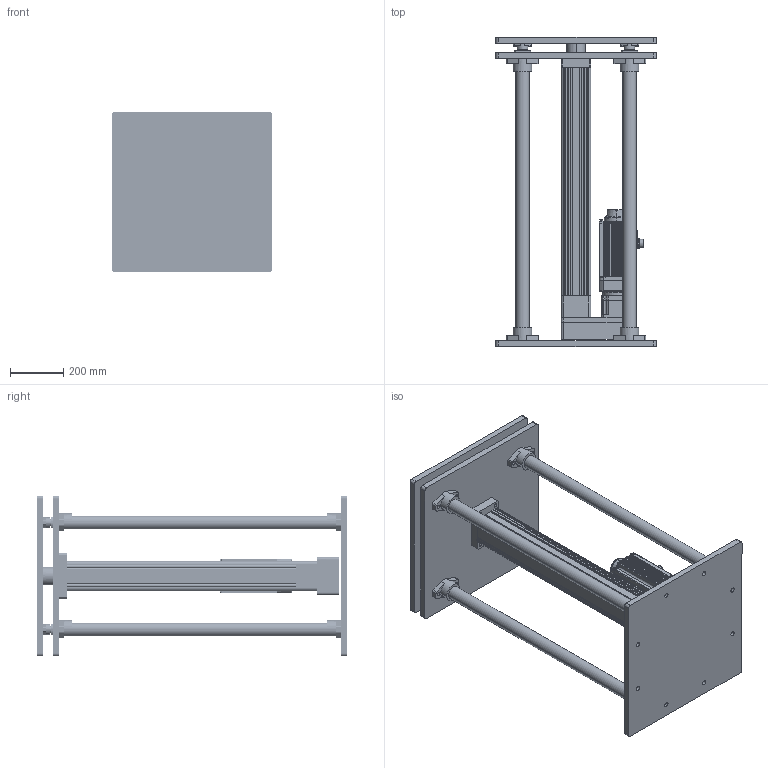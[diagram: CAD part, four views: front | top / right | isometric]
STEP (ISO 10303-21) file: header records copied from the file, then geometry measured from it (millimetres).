
FILE_DESCRIPTION (( 'STEP AP203' ), '1' );
FILE_NAME ('RLASJ110-10QF-30KN-R700-83.3mm-s.STEP', '2025-01-04T09:18:07', ( '微软用户' ), ( '微软中国' ), 'SwSTEP 2.0', 'SolidWorks 2022', '' );
FILE_SCHEMA (( 'CONFIG_CONTROL_DESIGN' ));
Length unit declared in the file: millimetre
Products named in the file (42): 复件 3KW3000^RLASJ110-10QF-30KN-R700-83.3mm-s; 复件 PGH115-L1-24-110-145-M8-A32^RLASJ110-10QF-30KN-R700-83.3mm-s; 复件 22061337_ASM_30_ASM^复件 01112721_ASM_8_ASM_复件 3KW3000_RLASJ110-10QF-30KN-R700-83.3mm-s; 复件 01112721_ASM_8_ASM^复件 3KW3000_RLASJ110-10QF-30KN-R700-83.3mm-s; 复件 22061337-1_30^复件 22061337_ASM_30_ASM_复件 01112721_ASM_8_ASM_复件 3KW3000_RLASJ110-10QF-30KN-R700-83.3mm-s; 110缸行程700折叠前法兰安装; 复件 31100089_31^复件 01112721_ASM_8_ASM_复件 3KW3000_RLASJ110-10QF-30KN-R700-83.3mm-s; 复件 00_ASM_1_AF0_ASM_31_ASM^复件 31090149_ASM_5_ASM_复件 01112721_ASM_8_ASM_复件 3KW3000_RLASJ110-10QF-30KN-R700-83.3mm-s; 复件 22061335_30^复件 01112721_ASM_8_ASM_复件 3KW3000_RLASJ110-10QF-30KN-R700-83.3mm-s; 复件 240105-FG-95缸200行程升降台顶板^RLASJ110-10QF-30KN-R700-83.3mm-s; 复件 240105-FG-95缸200行程升降台外导柱50^RLASJ110-10QF-30KN-R700-83.3mm-s; 复件 240105-FG-95缸200行程升降台中板^RLASJ110-10QF-30KN-R700-83.3mm-s; RLASJ110-10QF-30KN-R700-83.3mm-s; 复件 31090635_8^复件 31010550_ASM_8_ASM_复件 01112721_ASM_8_ASM_复件 3KW3000_RLASJ110-10QF-30KN-R700-83.3mm-s; 复件 31100148_49^复件 31010550_ASM_8_ASM_复件 01112721_ASM_8_ASM_复件 3KW3000_RLASJ110-10QF-30KN-R700-83.3mm-s; 复件 M320001_1_AF0_31^复件 00_ASM_1_AF0_ASM_31_ASM_复件 31090149_ASM_5_ASM_复件 01112721_ASM_8_ASM_复件 3KW3000_RLASJ110-10QF-30KN-R700-83.3mm-s; 复件 31090121_38^复件 31040440_ASM_8_ASM_复件 01112721_ASM_8_ASM_复件 3KW3000_RLASJ110-10QF-30KN-R700-83.3mm-s; 复件 15050948_51_ASM^复件 31010550_ASM_8_ASM_复件 01112721_ASM_8_ASM_复件 3KW3000_RLASJ110-10QF-30KN-R700-83.3mm-s; 复件 31100134_49^复件 31010550_ASM_8_ASM_复件 01112721_ASM_8_ASM_复件 3KW3000_RLASJ110-10QF-30KN-R700-83.3mm-s; 复件 22060808_6^复件 01112721_ASM_8_ASM_复件 3KW3000_RLASJ110-10QF-30KN-R700-83.3mm-s; 复件 22010922^复件 3KW3000_RLASJ110-10QF-30KN-R700-83.3mm-s; 复件 22050017_30^复件 01112721_ASM_8_ASM_复件 3KW3000_RLASJ110-10QF-30KN-R700-83.3mm-s; 复件 240105-FG-95缸200行程升降平台固定轴承座25^RLASJ110-10QF-30KN-R700-83.3mm-s; 复件 31090149_ASM_5_ASM^复件 01112721_ASM_8_ASM_复件 3KW3000_RLASJ110-10QF-30KN-R700-83.3mm-s; 复件 31100061_6^复件 01112721_ASM_8_ASM_复件 3KW3000_RLASJ110-10QF-30KN-R700-83.3mm-s; 复件 240105-FG-95缸200行程升降台底板^RLASJ110-10QF-30KN-R700-83.3mm-s; 复件 31100288_30^复件 01112721_ASM_8_ASM_复件 3KW3000_RLASJ110-10QF-30KN-R700-83.3mm-s; 复件 M310001_1_AF0_31^复件 00_ASM_1_AF0_ASM_31_ASM_复件 31090149_ASM_5_ASM_复件 01112721_ASM_8_ASM_复件 3KW3000_RLASJ110-10QF-30KN-R700-83.3mm-s; 复件 31010550_ASM_8_ASM^复件 01112721_ASM_8_ASM_复件 3KW3000_RLASJ110-10QF-30KN-R700-83.3mm-s; 复件 31090149_ASM_5_ASM^复件 31090149_ASM_5_ASM_复件 01112721_ASM_8_ASM_复件 3KW3000_RLASJ110-10QF-30KN-R700-83.3mm-s; 复件 240105-FG-95缸200行程升降台直线轴承^RLASJ110-10QF-30KN-R700-83.3mm-s; 复件 22061337-2_30^复件 22061337_ASM_30_ASM_复件 01112721_ASM_8_ASM_复件 3KW3000_RLASJ110-10QF-30KN-R700-83.3mm-s; 复件 240105-FG-95缸200行程升降平台固定轴承座50^RLASJ110-10QF-30KN-R700-83.3mm-s; 复件 31040440_ASM_8_ASM^复件 01112721_ASM_8_ASM_复件 3KW3000_RLASJ110-10QF-30KN-R700-83.3mm-s; 复件 31070610_8^复件 31040440_ASM_8_ASM_复件 01112721_ASM_8_ASM_复件 3KW3000_RLASJ110-10QF-30KN-R700-83.3mm-s; 复件 22060231_39^复件 01112721_ASM_8_ASM_复件 3KW3000_RLASJ110-10QF-30KN-R700-83.3mm-s; 复件 15050948_51_1^复件 15050948_51_ASM_复件 31010550_ASM_8_ASM_复件 01112721_ASM_8_ASM_复件 3KW3000_RLASJ110-10QF-30KN-R700-83.3mm-s; 复件 15050948_51_2^复件 15050948_51_ASM_复件 31010550_ASM_8_ASM_复件 01112721_ASM_8_ASM_复件 3KW3000_RLASJ110-10QF-30KN-R700-83.3mm-s; 复件 31100223_7^复件 01112721_ASM_8_ASM_复件 3KW3000_RLASJ110-10QF-30KN-R700-83.3mm-s; 复件 15050947_30^复件 01112721_ASM_8_ASM_复件 3KW3000_RLASJ110-10QF-30KN-R700-83.3mm-s ...
Assembly tree (79 placements, depth 6):
  RLASJ110-10QF-30KN-R700-83.3mm-s
    复件 240105-FG-95缸200行程升降平台固定轴承座25^RLASJ110-10QF-30KN-R700-83.3mm-s  x4
    复件 240105-FG-95缸200行程升降平台固定轴承座50^RLASJ110-10QF-30KN-R700-83.3mm-s  x8
    复件 240105-FG-95缸200行程升降台底板^RLASJ110-10QF-30KN-R700-83.3mm-s
    复件 240105-FG-95缸200行程升降台顶板^RLASJ110-10QF-30KN-R700-83.3mm-s
    复件 240105-FG-95缸200行程升降台内导柱25^RLASJ110-10QF-30KN-R700-83.3mm-s  x4
    复件 240105-FG-95缸200行程升降台外导柱50^RLASJ110-10QF-30KN-R700-83.3mm-s  x4
    复件 240105-FG-95缸200行程升降台直线轴承^RLASJ110-10QF-30KN-R700-83.3mm-s  x4
    复件 240105-FG-95缸200行程升降台中板^RLASJ110-10QF-30KN-R700-83.3mm-s
    复件 PGH115-L1-24-110-145-M8-A32^RLASJ110-10QF-30KN-R700-83.3mm-s
    复件 3KW3000^RLASJ110-10QF-30KN-R700-83.3mm-s
      复件 01112721_ASM_8_ASM^复件 3KW3000_RLASJ110-10QF-30KN-R700-83.3mm-s
        复件 31010550_ASM_8_ASM^复件 01112721_ASM_8_ASM_复件 3KW3000_RLASJ110-10QF-30KN-R700-83.3mm-s
          复件 31090635_8^复件 31010550_ASM_8_ASM_复件 01112721_ASM_8_ASM_复件 3KW3000_RLASJ110-10QF-30KN-R700-83.3mm-s
          复件 31100148_49^复件 31010550_ASM_8_ASM_复件 01112721_ASM_8_ASM_复件 3KW3000_RLASJ110-10QF-30KN-R700-83.3mm-s
          复件 31100134_49^复件 31010550_ASM_8_ASM_复件 01112721_ASM_8_ASM_复件 3KW3000_RLASJ110-10QF-30KN-R700-83.3mm-s
          复件 15050948_51_ASM^复件 31010550_ASM_8_ASM_复件 01112721_ASM_8_ASM_复件 3KW3000_RLASJ110-10QF-30KN-R700-83.3mm-s
            复件 15050948_51_1^复件 15050948_51_ASM_复件 31010550_ASM_8_ASM_复件 01112721_ASM_8_ASM_复件 3KW3000_RLASJ110-10QF-30KN-R700-83.3mm-s
            复件 15050948_51_2^复件 15050948_51_ASM_复件 31010550_ASM_8_ASM_复件 01112721_ASM_8_ASM_复件 3KW3000_RLASJ110-10QF-30KN-R700-83.3mm-s
          复件 000_27^复件 31010550_ASM_8_ASM_复件 01112721_ASM_8_ASM_复件 3KW3000_RLASJ110-10QF-30KN-R700-83.3mm-s
        复件 31040440_ASM_8_ASM^复件 01112721_ASM_8_ASM_复件 3KW3000_RLASJ110-10QF-30KN-R700-83.3mm-s
          复件 31070610_8^复件 31040440_ASM_8_ASM_复件 01112721_ASM_8_ASM_复件 3KW3000_RLASJ110-10QF-30KN-R700-83.3mm-s
          复件 31090121_38^复件 31040440_ASM_8_ASM_复件 01112721_ASM_8_ASM_复件 3KW3000_RLASJ110-10QF-30KN-R700-83.3mm-s
        复件 31090149_ASM_5_ASM^复件 01112721_ASM_8_ASM_复件 3KW3000_RLASJ110-10QF-30KN-R700-83.3mm-s
          复件 31090149_ASM_5_ASM^复件 31090149_ASM_5_ASM_复件 01112721_ASM_8_ASM_复件 3KW3000_RLASJ110-10QF-30KN-R700-83.3mm-s
          复件 00_ASM_1_AF0_ASM_31_ASM^复件 31090149_ASM_5_ASM_复件 01112721_ASM_8_ASM_复件 3KW3000_RLASJ110-10QF-30KN-R700-83.3mm-s
            复件 M320001_1_AF0_31^复件 00_ASM_1_AF0_ASM_31_ASM_复件 31090149_ASM_5_ASM_复件 01112721_ASM_8_ASM_复件 3KW3000_RLASJ110-10QF-30KN-R700-83.3mm-s
            复件 M310001_1_AF0_31^复件 00_ASM_1_AF0_ASM_31_ASM_复件 31090149_ASM_5_ASM_复件 01112721_ASM_8_ASM_复件 3KW3000_RLASJ110-10QF-30KN-R700-83.3mm-s
        复件 31100288_30^复件 01112721_ASM_8_ASM_复件 3KW3000_RLASJ110-10QF-30KN-R700-83.3mm-s
        复件 15050947_30^复件 01112721_ASM_8_ASM_复件 3KW3000_RLASJ110-10QF-30KN-R700-83.3mm-s
        复件 22061337_ASM_30_ASM^复件 01112721_ASM_8_ASM_复件 3KW3000_RLASJ110-10QF-30KN-R700-83.3mm-s  x4
          复件 22061337-1_30^复件 22061337_ASM_30_ASM_复件 01112721_ASM_8_ASM_复件 3KW3000_RLASJ110-10QF-30KN-R700-83.3mm-s
          复件 22061337-2_30^复件 22061337_ASM_30_ASM_复件 01112721_ASM_8_ASM_复件 3KW3000_RLASJ110-10QF-30KN-R700-83.3mm-s
        复件 22061335_30^复件 01112721_ASM_8_ASM_复件 3KW3000_RLASJ110-10QF-30KN-R700-83.3mm-s  x4
        复件 22050017_30^复件 01112721_ASM_8_ASM_复件 3KW3000_RLASJ110-10QF-30KN-R700-83.3mm-s  x8
        复件 22060231_39^复件 01112721_ASM_8_ASM_复件 3KW3000_RLASJ110-10QF-30KN-R700-83.3mm-s  x4
        复件 31100089_31^复件 01112721_ASM_8_ASM_复件 3KW3000_RLASJ110-10QF-30KN-R700-83.3mm-s
        复件 31100061_6^复件 01112721_ASM_8_ASM_复件 3KW3000_RLASJ110-10QF-30KN-R700-83.3mm-s
        复件 31100223_7^复件 01112721_ASM_8_ASM_复件 3KW3000_RLASJ110-10QF-30KN-R700-83.3mm-s
        复件 22060808_6^复件 01112721_ASM_8_ASM_复件 3KW3000_RLASJ110-10QF-30KN-R700-83.3mm-s  x4
      复件 22010922^复件 3KW3000_RLASJ110-10QF-30KN-R700-83.3mm-s
    110缸行程700折叠前法兰安装
Bounding box: 600 x 1157 x 600 mm (x, y, z)
Volume: 42268600.7 mm3; surface area: 5690853.1 mm2
Topology: 65 solids, 131 shells, 4776 faces, 12546 edges, 7968 vertices
Faces by surface type: cylinder 1970, plane 1610, bspline 915, cone 273, torus 8
Entity records: 189465 total; most frequent: CARTESIAN_POINT 94214, ORIENTED_EDGE 20545, DIRECTION 16154, EDGE_CURVE 10372, VERTEX_POINT 6658, AXIS2_PLACEMENT_3D 6104, EDGE_LOOP 4420, FACE_OUTER_BOUND 4009
